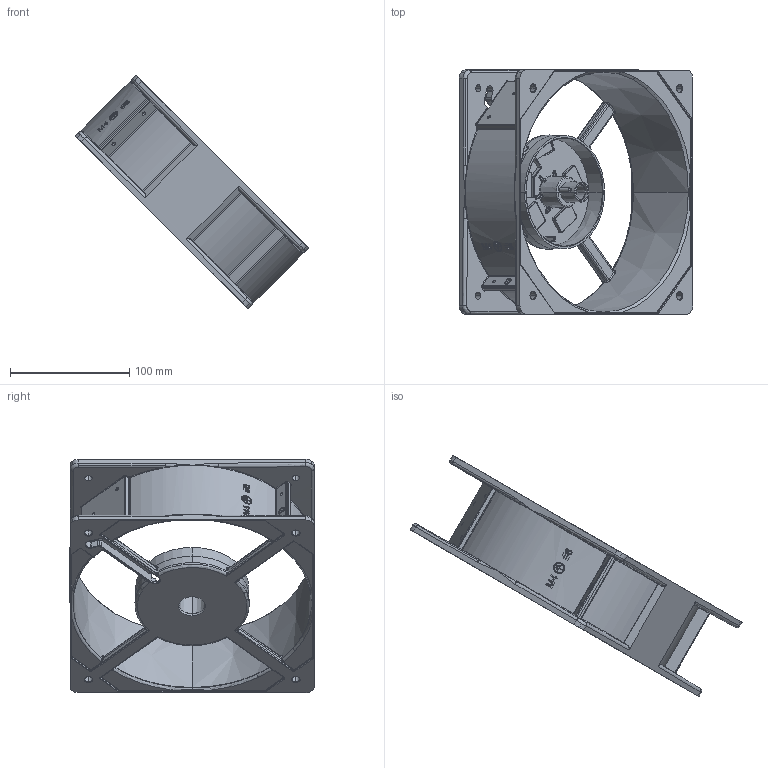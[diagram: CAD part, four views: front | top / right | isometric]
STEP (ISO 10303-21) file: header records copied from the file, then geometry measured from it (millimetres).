
FILE_DESCRIPTION (( 'STEP AP203' ), '1' );
FILE_NAME ('OA205 Frame Only.stp', '2021-04-05T13:58:41', ( '' ), ( '' ), 'SwSTEP 2.0', 'SolidWorks 2018', '' );
FILE_SCHEMA (( 'CONFIG_CONTROL_DESIGN' ));
Length unit declared in the file: millimetre
Products named in the file (1): OA205 Frame Only
Bounding box: 195.87 x 205.3 x 195.87 mm (x, y, z)
Volume: 289217.2 mm3; surface area: 173679.6 mm2
Topology: 1 solids, 1 shells, 1513 faces, 3919 edges, 2406 vertices
Faces by surface type: cylinder 466, bspline 406, plane 401, torus 100, cone 97, sphere 43
Entity records: 74991 total; most frequent: CARTESIAN_POINT 42344, ORIENTED_EDGE 7740, DIRECTION 5235, EDGE_CURVE 3870, VERTEX_POINT 2404, AXIS2_PLACEMENT_3D 1822, EDGE_LOOP 1606, VECTOR 1591
